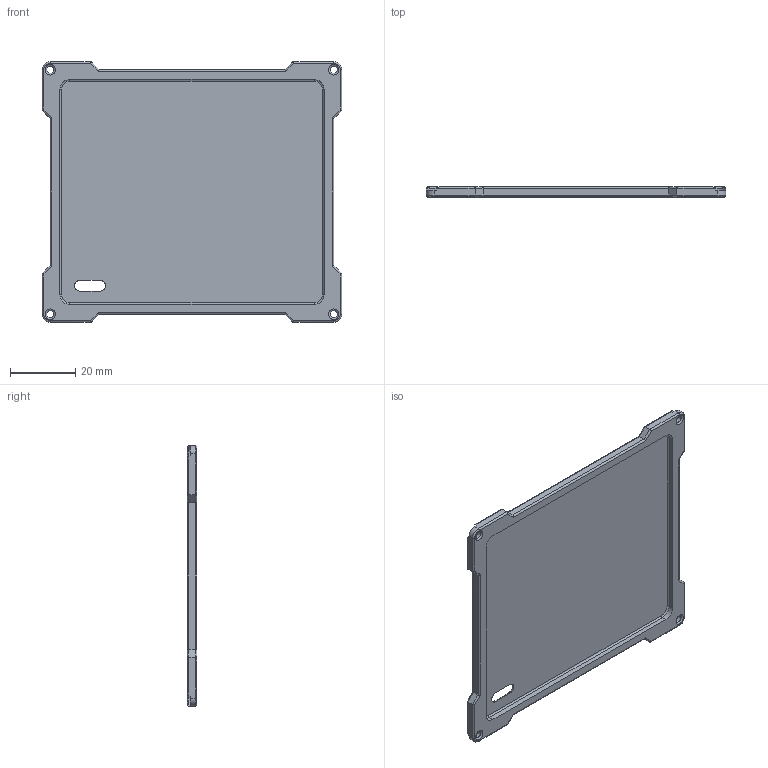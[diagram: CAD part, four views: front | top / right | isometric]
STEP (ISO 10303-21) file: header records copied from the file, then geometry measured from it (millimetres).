
FILE_DESCRIPTION(('FreeCAD Model'),'2;1');
FILE_NAME('Open CASCADE Shape Model','2025-12-24T09:18:53',(''),(''), 'Open CASCADE STEP processor 7.8','FreeCAD','Unknown');
FILE_SCHEMA(('AUTOMOTIVE_DESIGN { 1 0 10303 214 1 1 1 1 }'));
Length unit declared in the file: millimetre
Products named in the file (1): Back
Bounding box: 91.9 x 3 x 79.9 mm (x, y, z)
Volume: 9108.8 mm3; surface area: 15035.7 mm2
Topology: 1 solids, 1 shells, 127 faces, 304 edges, 180 vertices
Faces by surface type: cylinder 70, plane 39, torus 18
Full cylindrical faces by diameter (mm): 2.2 x4
Entity records: 3682 total; most frequent: DIRECTION 684, CARTESIAN_POINT 612, ORIENTED_EDGE 608, EDGE_CURVE 304, AXIS2_PLACEMENT_3D 252, VERTEX_POINT 180, LINE 180, VECTOR 180
